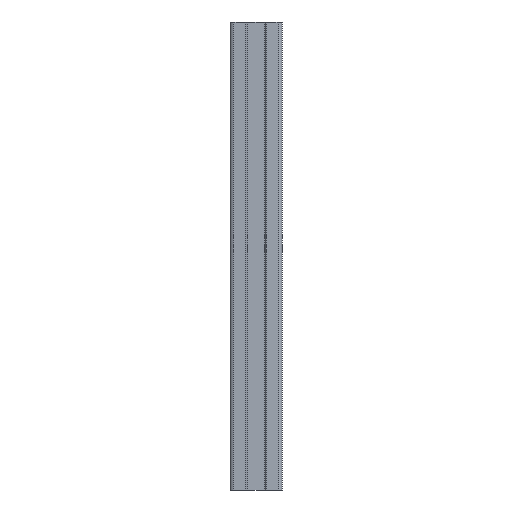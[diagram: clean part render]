
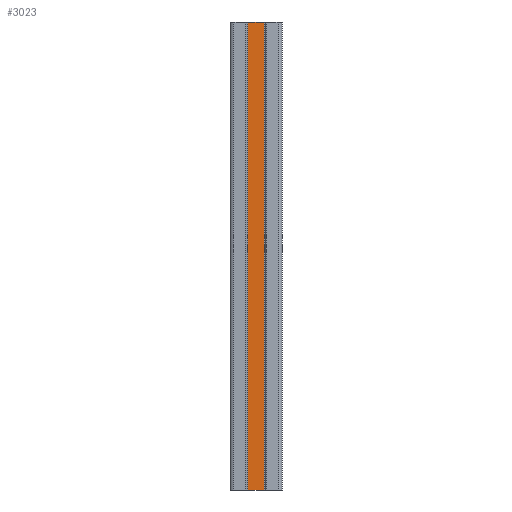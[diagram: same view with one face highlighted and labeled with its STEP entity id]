
A CAD part, left-side view. The second image highlights one B-rep face of the part: STEP entity #3023.
In plain terms, the highlighted planar face has unit normal (-1, 0, 0).
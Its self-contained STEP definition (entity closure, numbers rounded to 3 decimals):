
#7 = CARTESIAN_POINT ( 'NONE',  ( -3.85, -3.143, 90. ) ) ;
#155 = DIRECTION ( 'NONE',  ( 0., -1., 0. ) ) ;
#309 = CARTESIAN_POINT ( 'NONE',  ( -3.85, -3.143, -90. ) ) ;
#373 = DIRECTION ( 'NONE',  ( 0., 0., -1. ) ) ;
#425 = VECTOR ( 'NONE', #3565, 1000. ) ;
#596 = CARTESIAN_POINT ( 'NONE',  ( -3.85, -3.143, -90. ) ) ;
#686 = LINE ( 'NONE', #1900, #1987 ) ;
#697 = VERTEX_POINT ( 'NONE', #7 ) ;
#721 = CARTESIAN_POINT ( 'NONE',  ( -3.85, 3.143, 90. ) ) ;
#749 = EDGE_CURVE ( 'NONE', #2425, #3741, #2996, .T. ) ;
#779 = ORIENTED_EDGE ( 'NONE', *, *, #2766, .T. ) ;
#818 = EDGE_CURVE ( 'NONE', #1774, #697, #686, .T. ) ;
#944 = CARTESIAN_POINT ( 'NONE',  ( -3.85, 3.143, 90. ) ) ;
#1054 = ORIENTED_EDGE ( 'NONE', *, *, #2012, .F. ) ;
#1283 = DIRECTION ( 'NONE',  ( 1., 0., 0. ) ) ;
#1499 = DIRECTION ( 'NONE',  ( 0., -1., 0. ) ) ;
#1774 = VERTEX_POINT ( 'NONE', #944 ) ;
#1868 = PLANE ( 'NONE',  #3709 ) ;
#1900 = CARTESIAN_POINT ( 'NONE',  ( -3.85, -3.143, 90. ) ) ;
#1987 = VECTOR ( 'NONE', #155, 1000. ) ;
#2012 = EDGE_CURVE ( 'NONE', #697, #3741, #3224, .T. ) ;
#2049 = CARTESIAN_POINT ( 'NONE',  ( -3.85, -3.143, 90. ) ) ;
#2176 = VECTOR ( 'NONE', #1499, 1000. ) ;
#2425 = VERTEX_POINT ( 'NONE', #2536 ) ;
#2478 = ORIENTED_EDGE ( 'NONE', *, *, #818, .F. ) ;
#2536 = CARTESIAN_POINT ( 'NONE',  ( -3.85, 3.143, -90. ) ) ;
#2766 = EDGE_CURVE ( 'NONE', #1774, #2425, #3512, .T. ) ;
#2922 = EDGE_LOOP ( 'NONE', ( #3728, #1054, #2478, #779 ) ) ;
#2996 = LINE ( 'NONE', #309, #2176 ) ;
#3023 = ADVANCED_FACE ( 'NONE', ( #3665 ), #1868, .F. ) ;
#3065 = CARTESIAN_POINT ( 'NONE',  ( -3.85, -3.143, 90. ) ) ;
#3224 = LINE ( 'NONE', #2049, #425 ) ;
#3452 = VECTOR ( 'NONE', #3724, 1000. ) ;
#3512 = LINE ( 'NONE', #721, #3452 ) ;
#3565 = DIRECTION ( 'NONE',  ( 0., 0., -1. ) ) ;
#3665 = FACE_OUTER_BOUND ( 'NONE', #2922, .T. ) ;
#3709 = AXIS2_PLACEMENT_3D ( 'NONE', #3065, #1283, #373 ) ;
#3724 = DIRECTION ( 'NONE',  ( 0., 0., -1. ) ) ;
#3728 = ORIENTED_EDGE ( 'NONE', *, *, #749, .T. ) ;
#3741 = VERTEX_POINT ( 'NONE', #596 ) ;
